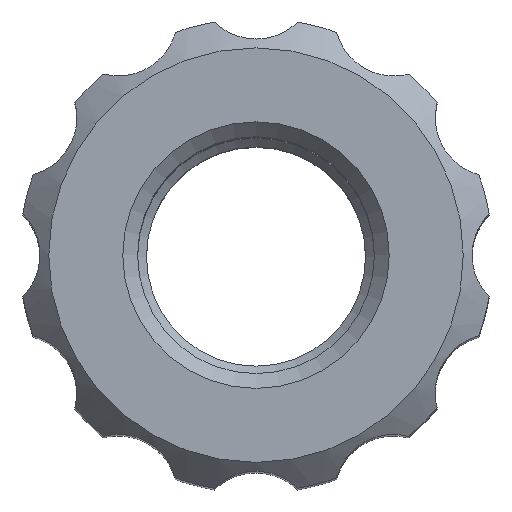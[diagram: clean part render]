
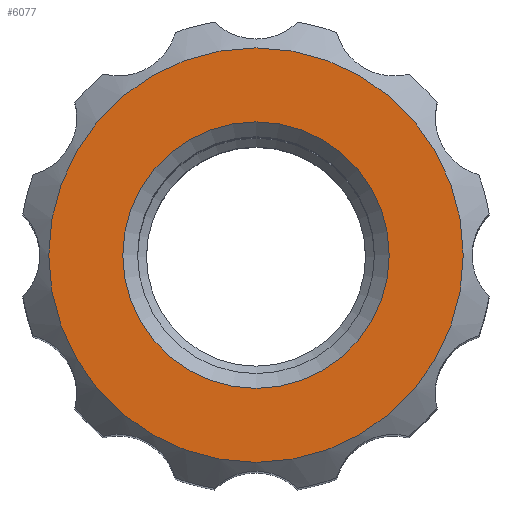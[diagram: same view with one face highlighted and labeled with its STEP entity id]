
A CAD part, top view. The second image highlights one B-rep face of the part: STEP entity #6077.
In plain terms, the highlighted planar face has unit normal (0, 0, 1).
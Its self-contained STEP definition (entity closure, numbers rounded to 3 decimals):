
#6007 = EDGE_CURVE('',#6008,#6008,#6010,.T.);
#6008 = VERTEX_POINT('',#6009);
#6009 = CARTESIAN_POINT('',(9.,0.,84.));
#6010 = CIRCLE('',#6011,9.);
#6011 = AXIS2_PLACEMENT_3D('',#6012,#6013,#6014);
#6012 = CARTESIAN_POINT('',(0.,0.,84.));
#6013 = DIRECTION('',(0.,0.,-1.));
#6014 = DIRECTION('',(1.,0.,0.));
#6043 = VERTEX_POINT('',#6044);
#6044 = CARTESIAN_POINT('',(14.,0.,84.));
#6050 = EDGE_CURVE('',#6043,#6043,#6051,.T.);
#6051 = CIRCLE('',#6052,14.);
#6052 = AXIS2_PLACEMENT_3D('',#6053,#6054,#6055);
#6053 = CARTESIAN_POINT('',(0.,0.,84.));
#6054 = DIRECTION('',(0.,0.,-1.));
#6055 = DIRECTION('',(1.,0.,0.));
#6077 = ADVANCED_FACE('',(#6078,#6081),#6084,.F.);
#6078 = FACE_BOUND('',#6079,.F.);
#6079 = EDGE_LOOP('',(#6080));
#6080 = ORIENTED_EDGE('',*,*,#6050,.T.);
#6081 = FACE_BOUND('',#6082,.F.);
#6082 = EDGE_LOOP('',(#6083));
#6083 = ORIENTED_EDGE('',*,*,#6007,.F.);
#6084 = PLANE('',#6085);
#6085 = AXIS2_PLACEMENT_3D('',#6086,#6087,#6088);
#6086 = CARTESIAN_POINT('',(0.,0.,84.));
#6087 = DIRECTION('',(-0.,0.,-1.));
#6088 = DIRECTION('',(1.,0.,0.));
